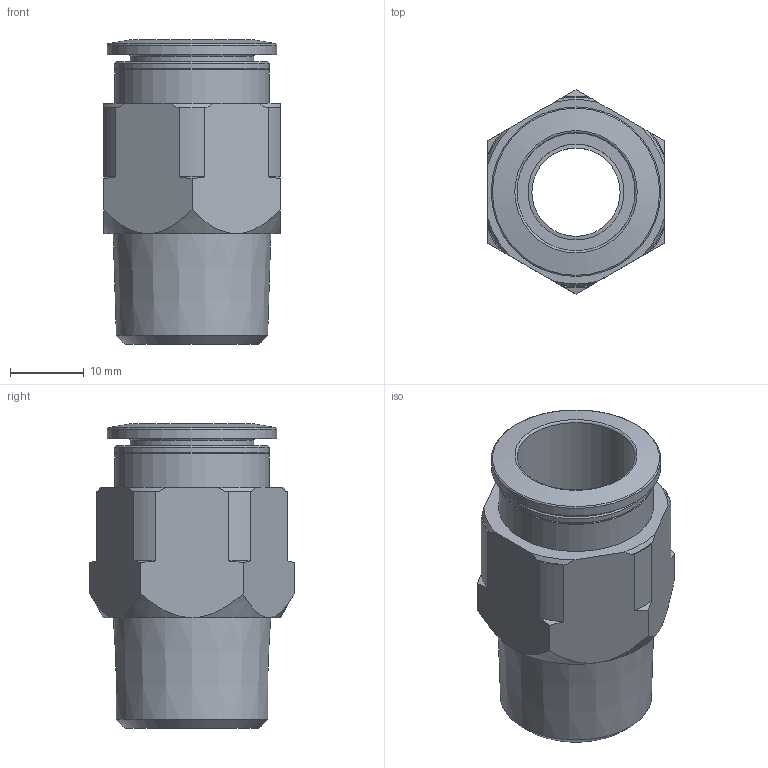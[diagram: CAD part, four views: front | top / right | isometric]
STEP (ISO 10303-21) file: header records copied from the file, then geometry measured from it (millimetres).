
FILE_DESCRIPTION(/* description */ ('STEP AP214'),/* implementation_level */ '2;1');
FILE_NAME(/* name */ '153011_QS-1_2-16',/* time_stamp */ '2024-09-09T22:43:41+02:00',/* author */ ('License CC BY-ND 4.0'),/* organization */ ('CADENAS'),/* preprocessor_version */ 'ST-DEVELOPER v19.3',/* originating_system */ 'PARTsolutions',/* authorisation */ ' ');
FILE_SCHEMA (('AUTOMOTIVE_DESIGN {1 0 10303 214 3 1 1}'));
Length unit declared in the file: millimetre
Products named in the file (1): 153011 QS-1/2-16
Bounding box: 24 x 27.71 x 41.3 mm (x, y, z)
Volume: 9705.4 mm3; surface area: 5854.7 mm2
Topology: 1 solids, 1 shells, 60 faces, 143 edges, 89 vertices
Faces by surface type: cone 26, plane 18, cylinder 13, torus 3
Full cylindrical faces by diameter (mm): 11.974 x1, 13 x1, 16 x1, 16.8 x1, 21 x2, 23 x1
Entity records: 2134 total; most frequent: CARTESIAN_POINT 395, DIRECTION 264, ORIENTED_EDGE 250, EDGE_CURVE 125, AXIS2_PLACEMENT_3D 114, VERTEX_POINT 89, EDGE_LOOP 84, FACE_BOUND 84
